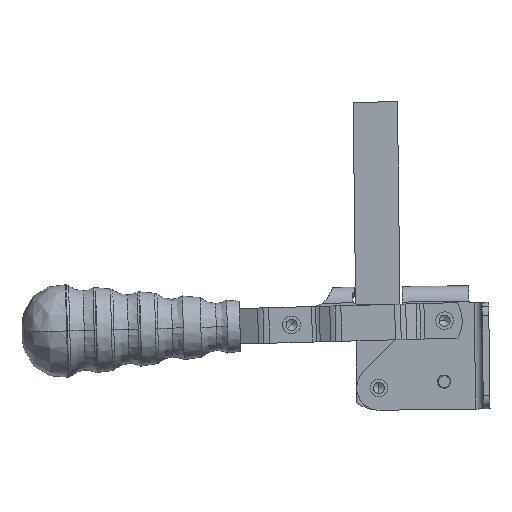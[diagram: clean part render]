
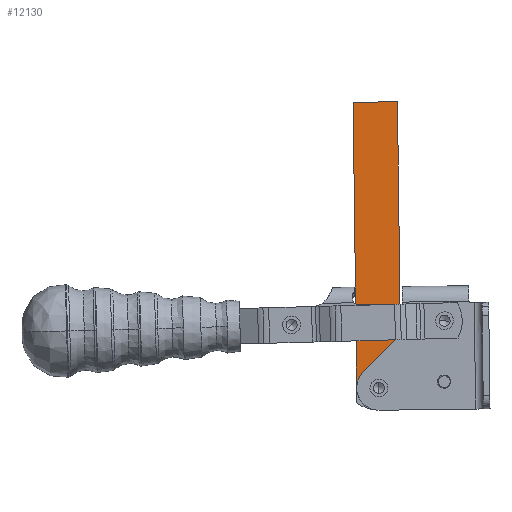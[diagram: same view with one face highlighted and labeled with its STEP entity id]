
A CAD part, front view. The second image highlights one B-rep face of the part: STEP entity #12130.
In plain terms, the highlighted planar face has unit normal (0, -1, 0).
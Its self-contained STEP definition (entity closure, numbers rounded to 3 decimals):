
#6646=CARTESIAN_POINT('',(-97.502,-57.014,-160.385));
#6647=VERTEX_POINT('',#6646);
#6663=CARTESIAN_POINT('',(-103.081,-57.014,-162.908));
#6664=VERTEX_POINT('',#6663);
#6671=CARTESIAN_POINT('',(-103.336,-57.014,-154.912));
#6672=DIRECTION('',(0.,1.,0.));
#6673=DIRECTION('',(0.729,0.,-0.684));
#6674=AXIS2_PLACEMENT_3D('',#6671,#6672,#6673);
#6675=CIRCLE('',#6674,8.);
#6676=EDGE_CURVE('',#6647,#6664,#6675,.T.);
#11611=CARTESIAN_POINT('',(-111.837,-57.014,-147.179));
#11612=VERTEX_POINT('',#11611);
#11619=CARTESIAN_POINT('',(-113.439,-57.014,-146.775));
#11620=VERTEX_POINT('',#11619);
#11621=CARTESIAN_POINT('',(-111.933,-57.014,-144.181));
#11622=DIRECTION('',(0.,-1.0,0.));
#11623=DIRECTION('',(0.032,0.,-0.999));
#11624=AXIS2_PLACEMENT_3D('',#11621,#11622,#11623);
#11625=CIRCLE('',#11624,3.);
#11626=EDGE_CURVE('',#11620,#11612,#11625,.T.);
#11740=CARTESIAN_POINT('',(-103.591,-57.014,-146.916));
#11741=VERTEX_POINT('',#11740);
#11742=CARTESIAN_POINT('',(-103.336,-57.014,-154.912));
#11743=DIRECTION('',(0.,1.,0.));
#11744=DIRECTION('',(0.729,0.,-0.684));
#11745=AXIS2_PLACEMENT_3D('',#11742,#11743,#11744);
#11746=CIRCLE('',#11745,8.);
#11747=EDGE_CURVE('',#11741,#6647,#11746,.T.);
#11782=CARTESIAN_POINT('',(-113.233,-57.014,-163.232));
#11783=VERTEX_POINT('',#11782);
#11790=CARTESIAN_POINT('',(-103.081,-57.014,-162.908));
#11791=DIRECTION('',(-0.999,0.,-0.032));
#11792=VECTOR('',#11791,10.157);
#11793=LINE('',#11790,#11792);
#11794=EDGE_CURVE('',#6664,#11783,#11793,.T.);
#11861=CARTESIAN_POINT('',(-111.837,-57.014,-147.179));
#11862=DIRECTION('',(0.999,0.,0.032));
#11863=VECTOR('',#11862,8.25);
#11864=LINE('',#11861,#11863);
#11865=EDGE_CURVE('',#11612,#11741,#11864,.T.);
#12062=CARTESIAN_POINT('',(-103.708,-57.014,-125.164));
#12063=DIRECTION('',(0.0,-1.0,0.0));
#12064=DIRECTION('',(0.013,0.0,-1.));
#12065=AXIS2_PLACEMENT_3D('',#12062,#12063,#12064);
#12066=PLANE('',#12065);
#12067=ORIENTED_EDGE('',*,*,#11626,.T.);
#12068=ORIENTED_EDGE('',*,*,#11865,.T.);
#12069=ORIENTED_EDGE('',*,*,#11747,.T.);
#12070=ORIENTED_EDGE('',*,*,#6676,.T.);
#12071=ORIENTED_EDGE('',*,*,#11794,.T.);
#12072=CARTESIAN_POINT('',(-112.963,-57.014,-184.784));
#12073=VERTEX_POINT('',#12072);
#12074=CARTESIAN_POINT('',(-112.963,-57.014,-184.784));
#12075=DIRECTION('',(-0.013,0.,1.));
#12076=VECTOR('',#12075,21.554);
#12077=LINE('',#12074,#12076);
#12078=EDGE_CURVE('',#12073,#11783,#12077,.T.);
#12079=ORIENTED_EDGE('',*,*,#12078,.F.);
#12080=CARTESIAN_POINT('',(-110.123,-57.014,-177.677));
#12081=VERTEX_POINT('',#12080);
#12082=CARTESIAN_POINT('',(-102.964,-57.014,-184.659));
#12083=DIRECTION('',(0.,1.,0.));
#12084=DIRECTION('',(-0.716,0.,0.698));
#12085=AXIS2_PLACEMENT_3D('',#12082,#12083,#12084);
#12086=CIRCLE('',#12085,10.0);
#12087=EDGE_CURVE('',#12073,#12081,#12086,.T.);
#12088=ORIENTED_EDGE('',*,*,#12087,.T.);
#12089=CARTESIAN_POINT('',(-95.122,-57.014,-162.296));
#12090=VERTEX_POINT('',#12089);
#12091=CARTESIAN_POINT('',(-110.123,-57.014,-177.677));
#12092=DIRECTION('',(0.698,0.,0.716));
#12093=VECTOR('',#12092,21.485);
#12094=LINE('',#12091,#12093);
#12095=EDGE_CURVE('',#12081,#12090,#12094,.T.);
#12096=ORIENTED_EDGE('',*,*,#12095,.T.);
#12097=CARTESIAN_POINT('',(-93.276,-57.014,-159.663));
#12098=VERTEX_POINT('',#12097);
#12099=CARTESIAN_POINT('',(-102.281,-57.014,-155.314));
#12100=DIRECTION('',(0.,1.,0.));
#12101=DIRECTION('',(0.929,0.,-0.371));
#12102=AXIS2_PLACEMENT_3D('',#12099,#12100,#12101);
#12103=CIRCLE('',#12102,10.0);
#12104=EDGE_CURVE('',#12098,#12090,#12103,.T.);
#12105=ORIENTED_EDGE('',*,*,#12104,.F.);
#12106=CARTESIAN_POINT('',(-94.578,-57.014,-55.544));
#12107=VERTEX_POINT('',#12106);
#12108=CARTESIAN_POINT('',(-94.578,-57.014,-55.544));
#12109=DIRECTION('',(0.013,0.,-1.));
#12110=VECTOR('',#12109,104.126);
#12111=LINE('',#12108,#12110);
#12112=EDGE_CURVE('',#12107,#12098,#12111,.T.);
#12113=ORIENTED_EDGE('',*,*,#12112,.F.);
#12114=CARTESIAN_POINT('',(-114.576,-57.014,-55.794));
#12115=VERTEX_POINT('',#12114);
#12116=CARTESIAN_POINT('',(-114.576,-57.014,-55.794));
#12117=DIRECTION('',(1.,0.,0.013));
#12118=VECTOR('',#12117,20.);
#12119=LINE('',#12116,#12118);
#12120=EDGE_CURVE('',#12115,#12107,#12119,.T.);
#12121=ORIENTED_EDGE('',*,*,#12120,.F.);
#12122=CARTESIAN_POINT('',(-113.439,-57.014,-146.775));
#12123=DIRECTION('',(-0.013,0.,1.));
#12124=VECTOR('',#12123,90.988);
#12125=LINE('',#12122,#12124);
#12126=EDGE_CURVE('',#11620,#12115,#12125,.T.);
#12127=ORIENTED_EDGE('',*,*,#12126,.F.);
#12128=EDGE_LOOP('',(#12067,#12068,#12069,#12070,#12071,#12079,#12088,#12096,#12105,#12113,#12121,#12127));
#12129=FACE_OUTER_BOUND('',#12128,.T.);
#12130=ADVANCED_FACE('',(#12129),#12066,.T.);
